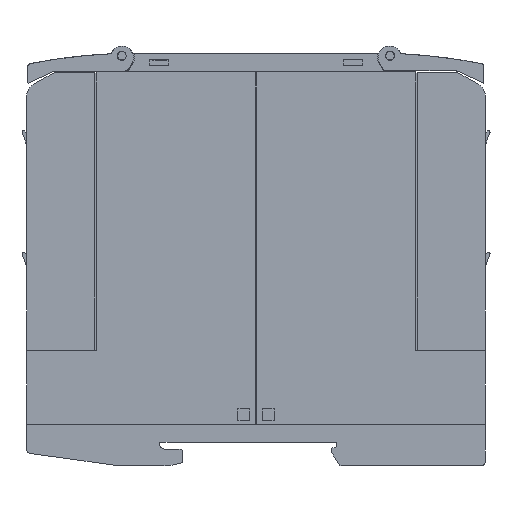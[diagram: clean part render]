
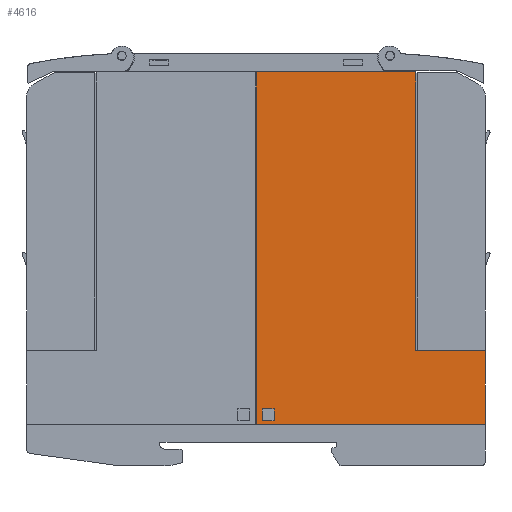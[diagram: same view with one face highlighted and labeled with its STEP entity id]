
A CAD part, left-side view. The second image highlights one B-rep face of the part: STEP entity #4616.
In plain terms, the highlighted planar face has unit normal (-1, 0, 0).
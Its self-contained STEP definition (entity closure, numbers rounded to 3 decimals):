
#4616=ADVANCED_FACE('',(#9399,#9400),#9401,.T.);
#9399=FACE_OUTER_BOUND('',#14246,.T.);
#9400=FACE_BOUND('',#14247,.T.);
#9401=PLANE('',#14248);
#14246=EDGE_LOOP('',(#28976,#28977,#28978,#28979,#28980,#28981));
#14247=EDGE_LOOP('',(#28982,#28983,#28984,#28985));
#14248=AXIS2_PLACEMENT_3D('',#28986,#28987,#28988);
#28976=ORIENTED_EDGE('',*,*,#30130,.T.);
#28977=ORIENTED_EDGE('',*,*,#35373,.T.);
#28978=ORIENTED_EDGE('',*,*,#35381,.T.);
#28979=ORIENTED_EDGE('',*,*,#35361,.F.);
#28980=ORIENTED_EDGE('',*,*,#35382,.T.);
#28981=ORIENTED_EDGE('',*,*,#35377,.T.);
#28982=ORIENTED_EDGE('',*,*,#35371,.T.);
#28983=ORIENTED_EDGE('',*,*,#35347,.T.);
#28984=ORIENTED_EDGE('',*,*,#35355,.T.);
#28985=ORIENTED_EDGE('',*,*,#35368,.T.);
#28986=CARTESIAN_POINT('',(0.0,25.98,9.001));
#28987=DIRECTION('',(-1.0,0.0,0.0));
#28988=DIRECTION('',(0.0,1.0,0.0));
#30130=EDGE_CURVE('',#36432,#36436,#36438,.T.);
#35347=EDGE_CURVE('',#44187,#44185,#44188,.T.);
#35355=EDGE_CURVE('',#44185,#44196,#44198,.T.);
#35361=EDGE_CURVE('',#44207,#44209,#44210,.T.);
#35368=EDGE_CURVE('',#44196,#44219,#44221,.T.);
#35371=EDGE_CURVE('',#44219,#44187,#44224,.T.);
#35373=EDGE_CURVE('',#36436,#44226,#44227,.T.);
#35377=EDGE_CURVE('',#44232,#36432,#44233,.T.);
#35381=EDGE_CURVE('',#44226,#44209,#44238,.T.);
#35382=EDGE_CURVE('',#44207,#44232,#44239,.T.);
#36432=VERTEX_POINT('',#45860);
#36436=VERTEX_POINT('',#45866);
#36438=LINE('',#45869,#45870);
#44185=VERTEX_POINT('',#57383);
#44187=VERTEX_POINT('',#57386);
#44188=LINE('',#57387,#57388);
#44196=VERTEX_POINT('',#57400);
#44198=LINE('',#57403,#57404);
#44207=VERTEX_POINT('',#57416);
#44209=VERTEX_POINT('',#57419);
#44210=LINE('',#57420,#57421);
#44219=VERTEX_POINT('',#57434);
#44221=LINE('',#57437,#57438);
#44224=LINE('',#57442,#57443);
#44226=VERTEX_POINT('',#57445);
#44227=LINE('',#57446,#57447);
#44232=VERTEX_POINT('',#57454);
#44233=LINE('',#57455,#57456);
#44238=LINE('',#57463,#57464);
#44239=LINE('',#57465,#57466);
#45860=CARTESIAN_POINT('',(0.0,1.03,25.101));
#45866=CARTESIAN_POINT('',(0.0,16.13,25.101));
#45869=CARTESIAN_POINT('',(0.0,17.255,25.101));
#45870=VECTOR('',#58417,1.0);
#57383=CARTESIAN_POINT('',(0.0,47.03,12.401));
#57386=CARTESIAN_POINT('',(0.0,49.63,12.401));
#57387=CARTESIAN_POINT('',(0.0,37.155,12.401));
#57388=VECTOR('',#63174,1.0);
#57400=CARTESIAN_POINT('',(0.0,47.03,9.801));
#57403=CARTESIAN_POINT('',(0.0,47.03,10.051));
#57404=VECTOR('',#63180,1.0);
#57416=CARTESIAN_POINT('',(0.0,50.93,9.001));
#57419=CARTESIAN_POINT('',(0.0,50.93,85.801));
#57420=CARTESIAN_POINT('',(0.0,50.93,9.001));
#57421=VECTOR('',#63185,1.0);
#57434=CARTESIAN_POINT('',(0.0,49.63,9.801));
#57437=CARTESIAN_POINT('',(0.0,37.155,9.801));
#57438=VECTOR('',#63191,1.0);
#57442=CARTESIAN_POINT('',(0.0,49.63,10.051));
#57443=VECTOR('',#63193,1.0);
#57445=CARTESIAN_POINT('',(0.0,16.13,85.801));
#57446=CARTESIAN_POINT('',(0.0,16.13,32.226));
#57447=VECTOR('',#63194,1.0);
#57454=CARTESIAN_POINT('',(0.0,1.03,9.001));
#57455=CARTESIAN_POINT('',(0.0,1.03,9.001));
#57456=VECTOR('',#63197,1.0);
#57463=CARTESIAN_POINT('',(0.0,50.93,85.801));
#57464=VECTOR('',#63200,1.0);
#57465=CARTESIAN_POINT('',(0.0,50.93,9.001));
#57466=VECTOR('',#63201,1.0);
#58417=DIRECTION('',(0.0,1.0,0.0));
#63174=DIRECTION('',(0.0,-1.0,0.0));
#63180=DIRECTION('',(0.0,0.0,-1.0));
#63185=DIRECTION('',(0.0,0.0,1.0));
#63191=DIRECTION('',(0.0,1.0,0.0));
#63193=DIRECTION('',(0.0,-0.0,1.0));
#63194=DIRECTION('',(0.0,-0.0,1.0));
#63197=DIRECTION('',(0.0,0.0,1.0));
#63200=DIRECTION('',(0.0,1.0,0.0));
#63201=DIRECTION('',(0.0,-1.0,0.0));
